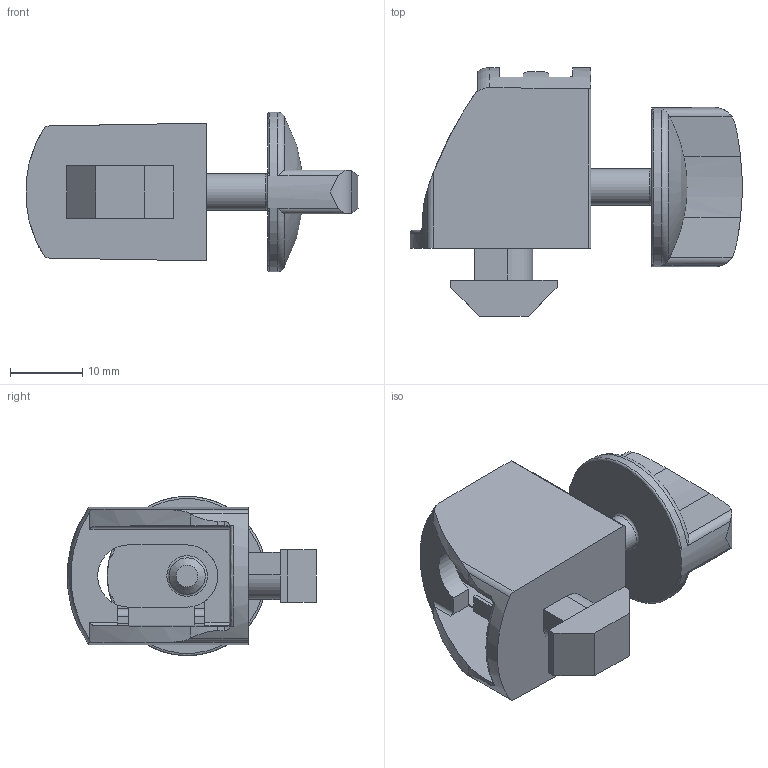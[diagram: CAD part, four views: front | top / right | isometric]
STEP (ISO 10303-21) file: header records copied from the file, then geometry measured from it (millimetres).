
FILE_DESCRIPTION(/* description */ ('STEP AP214'),/* implementation_level */ '2;1');
FILE_NAME(/* name */ '094700',/* time_stamp */ '2022-07-14T09:46:25+02:00',/* author */ ('License CC BY-ND 4.0'),/* organization */ ('CADENAS'),/* preprocessor_version */ 'ST-DEVELOPER v18.102',/* originating_system */ 'PARTsolutions',/* authorisation */ ' ');
FILE_SCHEMA (('AUTOMOTIVE_DESIGN {1 0 10303 214 3 1 1}'));
Length unit declared in the file: millimetre
Products named in the file (3): 094700; 0947002; 0947001
Assembly tree (2 placements, depth 2):
  094700
    0947002
    0947001
Bounding box: 45.82 x 34.35 x 22 mm (x, y, z)
Volume: 7735.9 mm3; surface area: 5899.5 mm2
Topology: 2 solids, 2 shells, 116 faces, 316 edges, 208 vertices
Faces by surface type: plane 56, cylinder 49, torus 7, sphere 2, cone 2
Full cylindrical faces by diameter (mm): 2 x2, 5 x1, 22 x1
Entity records: 3794 total; most frequent: CARTESIAN_POINT 816, ORIENTED_EDGE 620, DIRECTION 587, EDGE_CURVE 310, AXIS2_PLACEMENT_3D 211, VERTEX_POINT 208, LINE 165, VECTOR 165
